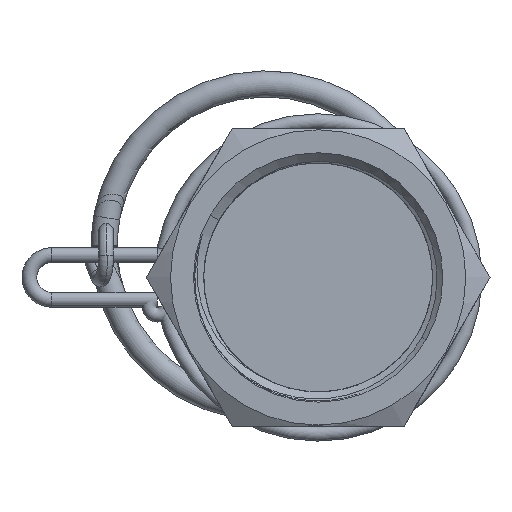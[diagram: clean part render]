
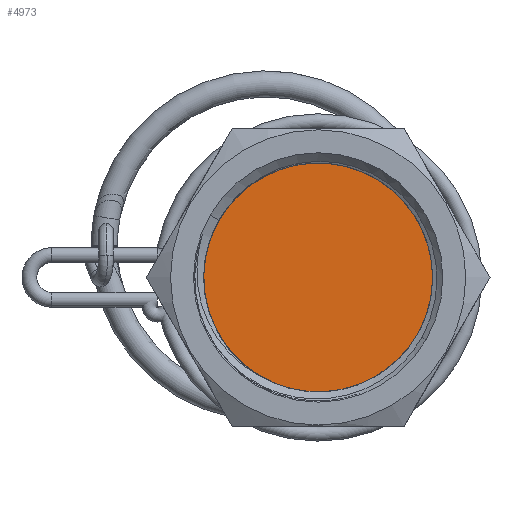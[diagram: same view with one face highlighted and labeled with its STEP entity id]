
A CAD part, left-side view. The second image highlights one B-rep face of the part: STEP entity #4973.
In plain terms, the highlighted face is planar.
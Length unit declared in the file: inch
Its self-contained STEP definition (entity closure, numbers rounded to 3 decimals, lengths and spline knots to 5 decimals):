
#655 = ORIENTED_EDGE ( 'NONE', *, *, #8094, .T. ) ;
#1251 = CIRCLE ( 'NONE', #8096, 0.48125 ) ;
#1413 = ORIENTED_EDGE ( 'NONE', *, *, #1838, .T. ) ;
#1838 = EDGE_CURVE ( 'NONE', #8934, #8067, #1251, .T. ) ;
#1875 = FACE_OUTER_BOUND ( 'NONE', #7095, .T. ) ;
#1980 = PLANE ( 'NONE',  #9046 ) ;
#2048 = CARTESIAN_POINT ( 'NONE',  ( 0., 0.0625, 0. ) ) ;
#2116 = DIRECTION ( 'NONE',  ( 0., 0., 1. ) ) ;
#2149 = CARTESIAN_POINT ( 'NONE',  ( 0., 0.0625, -0.48125 ) ) ;
#2717 = DIRECTION ( 'NONE',  ( 0., 1., 0. ) ) ;
#2777 = AXIS2_PLACEMENT_3D ( 'NONE', #4262, #4284, #2116 ) ;
#3671 = DIRECTION ( 'NONE',  ( 0., 1., 0. ) ) ;
#3695 = CARTESIAN_POINT ( 'NONE',  ( 0., 0.0625, 0.48125 ) ) ;
#3788 = CARTESIAN_POINT ( 'NONE',  ( 0., 0.0625, 0. ) ) ;
#4262 = CARTESIAN_POINT ( 'NONE',  ( 0., 0.0625, 0. ) ) ;
#4284 = DIRECTION ( 'NONE',  ( 0., 1., 0. ) ) ;
#4973 = ADVANCED_FACE ( 'NONE', ( #1875 ), #1980, .T. ) ;
#7095 = EDGE_LOOP ( 'NONE', ( #655, #1413 ) ) ;
#7619 = DIRECTION ( 'NONE',  ( 0., 0., 1. ) ) ;
#8067 = VERTEX_POINT ( 'NONE', #2149 ) ;
#8094 = EDGE_CURVE ( 'NONE', #8067, #8934, #8285, .T. ) ;
#8096 = AXIS2_PLACEMENT_3D ( 'NONE', #3788, #3671, #8637 ) ;
#8285 = CIRCLE ( 'NONE', #2777, 0.48125 ) ;
#8637 = DIRECTION ( 'NONE',  ( 0., 0., 1. ) ) ;
#8934 = VERTEX_POINT ( 'NONE', #3695 ) ;
#9046 = AXIS2_PLACEMENT_3D ( 'NONE', #2048, #2717, #7619 ) ;
